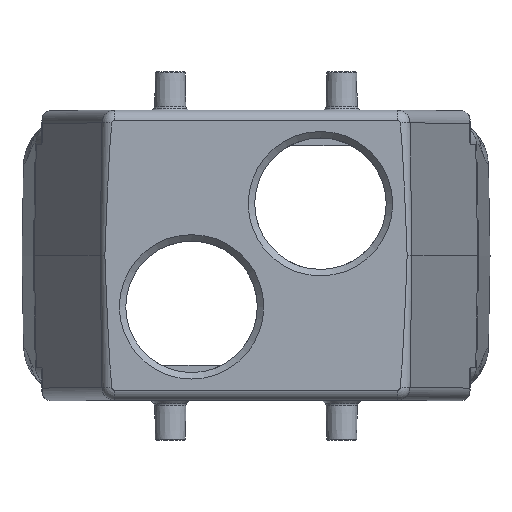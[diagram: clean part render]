
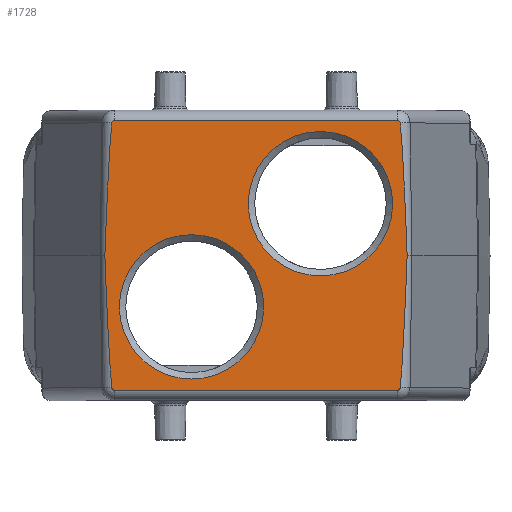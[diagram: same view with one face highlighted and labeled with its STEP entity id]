
A CAD part, top view. The second image highlights one B-rep face of the part: STEP entity #1728.
In plain terms, the highlighted planar face has unit normal (0, 0, 1).
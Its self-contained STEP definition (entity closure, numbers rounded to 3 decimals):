
#873=FACE_BOUND('',#2806,.T.);
#874=FACE_BOUND('',#2807,.T.);
#875=FACE_BOUND('',#2808,.T.);
#900=ELLIPSE('',#8204,114.608,2.);
#903=ELLIPSE('',#8208,114.608,2.);
#904=ELLIPSE('',#8210,114.608,2.);
#905=ELLIPSE('',#8214,114.608,2.);
#1728=ADVANCED_FACE('',(#873,#874,#875),#1906,.T.);
#1906=PLANE('',#8942);
#2806=EDGE_LOOP('',(#5971));
#2807=EDGE_LOOP('',(#5972));
#2808=EDGE_LOOP('',(#5973,#5974,#5975,#5976,#5977,#5978,#5979,#5980,#5981,
#5982));
#2839=LINE('',#11089,#3354);
#2845=LINE('',#11143,#3360);
#3354=VECTOR('',#8991,1.);
#3360=VECTOR('',#9057,1.);
#5971=ORIENTED_EDGE('',*,*,#7766,.T.);
#5972=ORIENTED_EDGE('',*,*,#7767,.T.);
#5973=ORIENTED_EDGE('',*,*,#6719,.F.);
#5974=ORIENTED_EDGE('',*,*,#6725,.F.);
#5975=ORIENTED_EDGE('',*,*,#6731,.F.);
#5976=ORIENTED_EDGE('',*,*,#6737,.F.);
#5977=ORIENTED_EDGE('',*,*,#6739,.F.);
#5978=ORIENTED_EDGE('',*,*,#6733,.F.);
#5979=ORIENTED_EDGE('',*,*,#6727,.F.);
#5980=ORIENTED_EDGE('',*,*,#6721,.F.);
#5981=ORIENTED_EDGE('',*,*,#6715,.F.);
#5982=ORIENTED_EDGE('',*,*,#6712,.F.);
#6032=VERTEX_POINT('',#11087);
#6034=VERTEX_POINT('',#11090);
#6036=VERTEX_POINT('',#11096);
#6038=VERTEX_POINT('',#11102);
#6040=VERTEX_POINT('',#11108);
#6042=VERTEX_POINT('',#11114);
#6044=VERTEX_POINT('',#11120);
#6046=VERTEX_POINT('',#11126);
#6048=VERTEX_POINT('',#11132);
#6050=VERTEX_POINT('',#11138);
#6685=VERTEX_POINT('',#16129);
#6686=VERTEX_POINT('',#16131);
#6712=EDGE_CURVE('',#6032,#6034,#2839,.T.);
#6715=EDGE_CURVE('',#6034,#6036,#7782,.T.);
#6719=EDGE_CURVE('',#6038,#6032,#7786,.T.);
#6721=EDGE_CURVE('',#6036,#6040,#900,.T.);
#6725=EDGE_CURVE('',#6042,#6038,#903,.T.);
#6727=EDGE_CURVE('',#6040,#6044,#904,.T.);
#6731=EDGE_CURVE('',#6046,#6042,#905,.T.);
#6733=EDGE_CURVE('',#6044,#6048,#7790,.T.);
#6737=EDGE_CURVE('',#6050,#6046,#7794,.T.);
#6739=EDGE_CURVE('',#6048,#6050,#2845,.T.);
#7766=EDGE_CURVE('',#6685,#6685,#8066,.T.);
#7767=EDGE_CURVE('',#6686,#6686,#8067,.T.);
#7782=CIRCLE('',#8196,0.407);
#7786=CIRCLE('',#8201,0.407);
#7790=CIRCLE('',#8216,0.407);
#7794=CIRCLE('',#8221,0.407);
#8066=CIRCLE('',#8940,11.2);
#8067=CIRCLE('',#8941,11.2);
#8196=AXIS2_PLACEMENT_3D('',#11095,#8997,#8998);
#8201=AXIS2_PLACEMENT_3D('',#11104,#9007,#9008);
#8204=AXIS2_PLACEMENT_3D('',#11107,#9013,#9014);
#8208=AXIS2_PLACEMENT_3D('',#11116,#9022,#9023);
#8210=AXIS2_PLACEMENT_3D('',#11119,#9027,#9028);
#8214=AXIS2_PLACEMENT_3D('',#11128,#9036,#9037);
#8216=AXIS2_PLACEMENT_3D('',#11131,#9041,#9042);
#8221=AXIS2_PLACEMENT_3D('',#11140,#9051,#9052);
#8940=AXIS2_PLACEMENT_3D('',#16128,#10990,#10991);
#8941=AXIS2_PLACEMENT_3D('',#16130,#10992,#10993);
#8942=AXIS2_PLACEMENT_3D('',#16132,#10994,#10995);
#8991=DIRECTION('',(-1.,0.,0.));
#8997=DIRECTION('',(0.,0.,-1.));
#8998=DIRECTION('',(1.,0.,0.));
#9007=DIRECTION('',(0.,0.,-1.));
#9008=DIRECTION('',(1.,0.,0.));
#9013=DIRECTION('',(0.,0.,-1.));
#9014=DIRECTION('',(0.013,-1.,0.));
#9022=DIRECTION('',(0.,0.,-1.));
#9023=DIRECTION('',(-0.013,-1.,0.));
#9027=DIRECTION('',(0.,0.,-1.));
#9028=DIRECTION('',(-0.013,-1.,0.));
#9036=DIRECTION('',(0.,0.,-1.));
#9037=DIRECTION('',(0.013,-1.,0.));
#9041=DIRECTION('',(0.,0.,-1.));
#9042=DIRECTION('',(1.,0.,0.));
#9051=DIRECTION('',(0.,0.,-1.));
#9052=DIRECTION('',(1.,0.,0.));
#9057=DIRECTION('',(1.,0.,0.));
#10990=DIRECTION('',(0.,0.,-1.));
#10991=DIRECTION('',(1.,0.,0.));
#10992=DIRECTION('',(0.,0.,-1.));
#10993=DIRECTION('',(1.,0.,0.));
#10994=DIRECTION('',(0.,0.,1.));
#10995=DIRECTION('',(1.,0.,0.));
#11087=CARTESIAN_POINT('',(21.973,-20.907,62.45));
#11089=CARTESIAN_POINT('',(-23.782,-20.907,62.45));
#11090=CARTESIAN_POINT('',(-21.973,-20.907,62.45));
#11095=CARTESIAN_POINT('',(-21.973,-20.5,62.45));
#11096=CARTESIAN_POINT('',(-22.378,-20.54,62.45));
#11102=CARTESIAN_POINT('',(22.378,-20.54,62.45));
#11104=CARTESIAN_POINT('',(21.973,-20.5,62.45));
#11107=CARTESIAN_POINT('',(-23.475,91.681,62.45));
#11108=CARTESIAN_POINT('',(-23.448,0.,62.45));
#11114=CARTESIAN_POINT('',(23.448,0.,62.45));
#11116=CARTESIAN_POINT('',(23.475,91.681,62.45));
#11119=CARTESIAN_POINT('',(-23.475,-91.681,62.45));
#11120=CARTESIAN_POINT('',(-22.378,20.54,62.45));
#11126=CARTESIAN_POINT('',(22.378,20.54,62.45));
#11128=CARTESIAN_POINT('',(23.475,-91.681,62.45));
#11131=CARTESIAN_POINT('',(-21.973,20.5,62.45));
#11132=CARTESIAN_POINT('',(-21.973,20.907,62.45));
#11138=CARTESIAN_POINT('',(21.973,20.907,62.45));
#11140=CARTESIAN_POINT('',(21.973,20.5,62.45));
#11143=CARTESIAN_POINT('',(-29.552,20.907,62.45));
#16128=CARTESIAN_POINT('',(-10.,-8.,62.45));
#16129=CARTESIAN_POINT('',(1.2,-8.,62.45));
#16130=CARTESIAN_POINT('',(10.,8.,62.45));
#16131=CARTESIAN_POINT('',(21.2,8.,62.45));
#16132=CARTESIAN_POINT('',(-35.,-50.,62.45));
